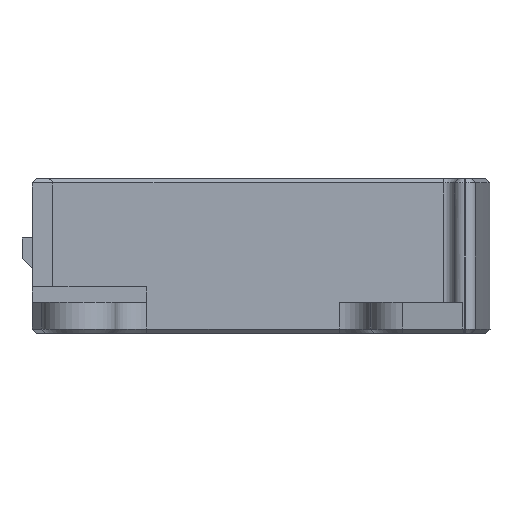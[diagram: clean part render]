
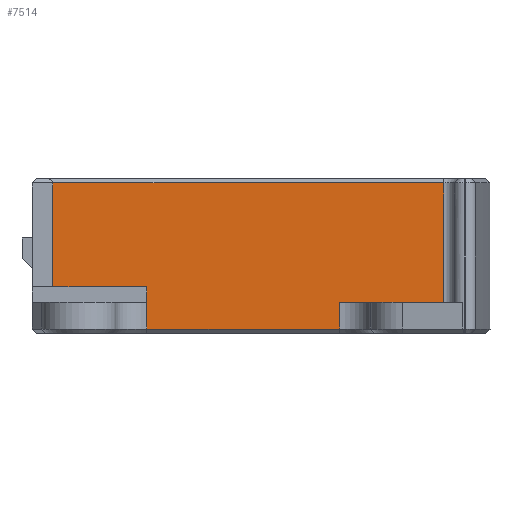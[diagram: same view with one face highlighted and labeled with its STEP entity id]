
A CAD part, left-side view. The second image highlights one B-rep face of the part: STEP entity #7514.
In plain terms, the highlighted planar face has unit normal (-1, 0, 0).
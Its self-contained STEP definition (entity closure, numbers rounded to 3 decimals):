
#237=PLANE('',#8199);
#506=FACE_OUTER_BOUND('',#977,.T.);
#977=EDGE_LOOP('',(#5923,#5924,#5925,#5926,#5927,#5928,#5929,#5930,#5931,
#5932));
#1659=LINE('',#11922,#2429);
#1660=LINE('',#11923,#2430);
#1663=LINE('',#11930,#2433);
#1664=LINE('',#11937,#2434);
#1680=LINE('',#12009,#2450);
#1707=LINE('',#12100,#2477);
#1773=LINE('',#12254,#2543);
#1774=LINE('',#12257,#2544);
#1775=LINE('',#12258,#2545);
#2429=VECTOR('',#9408,10.);
#2430=VECTOR('',#9409,10.);
#2433=VECTOR('',#9414,10.);
#2434=VECTOR('',#9421,10.);
#2450=VECTOR('',#9487,10.);
#2477=VECTOR('',#9582,10.);
#2543=VECTOR('',#9742,10.);
#2544=VECTOR('',#9745,10.);
#2545=VECTOR('',#9746,10.);
#3060=CIRCLE('',#8090,0.5);
#3598=VERTEX_POINT('',#11914);
#3601=VERTEX_POINT('',#11919);
#3602=VERTEX_POINT('',#11921);
#3604=VERTEX_POINT('',#11926);
#3605=VERTEX_POINT('',#11929);
#3606=VERTEX_POINT('',#11933);
#3608=VERTEX_POINT('',#11936);
#3639=VERTEX_POINT('',#12008);
#3710=VERTEX_POINT('',#12252);
#3711=VERTEX_POINT('',#12256);
#4355=EDGE_CURVE('',#3601,#3602,#1659,.T.);
#4356=EDGE_CURVE('',#3602,#3598,#1660,.T.);
#4359=EDGE_CURVE('',#3598,#3605,#1663,.F.);
#4360=EDGE_CURVE('',#3604,#3605,#3060,.T.);
#4362=EDGE_CURVE('',#3606,#3608,#1664,.T.);
#4397=EDGE_CURVE('',#3639,#3608,#1680,.T.);
#4444=EDGE_CURVE('',#3604,#3606,#1707,.T.);
#4523=EDGE_CURVE('',#3710,#3601,#1773,.T.);
#4524=EDGE_CURVE('',#3711,#3710,#1774,.T.);
#4525=EDGE_CURVE('',#3639,#3711,#1775,.T.);
#5923=ORIENTED_EDGE('',*,*,#4444,.F.);
#5924=ORIENTED_EDGE('',*,*,#4360,.T.);
#5925=ORIENTED_EDGE('',*,*,#4359,.F.);
#5926=ORIENTED_EDGE('',*,*,#4356,.F.);
#5927=ORIENTED_EDGE('',*,*,#4355,.F.);
#5928=ORIENTED_EDGE('',*,*,#4523,.F.);
#5929=ORIENTED_EDGE('',*,*,#4524,.F.);
#5930=ORIENTED_EDGE('',*,*,#4525,.F.);
#5931=ORIENTED_EDGE('',*,*,#4397,.T.);
#5932=ORIENTED_EDGE('',*,*,#4362,.F.);
#7514=ADVANCED_FACE('',(#506),#237,.F.);
#8090=AXIS2_PLACEMENT_3D('',#11931,#9415,#9416);
#8199=AXIS2_PLACEMENT_3D('',#12255,#9743,#9744);
#9408=DIRECTION('',(0.,0.,1.));
#9409=DIRECTION('',(0.,1.,0.));
#9414=DIRECTION('',(0.,0.,-1.));
#9415=DIRECTION('center_axis',(1.,0.,0.));
#9416=DIRECTION('ref_axis',(0.,-0.707,0.707));
#9421=DIRECTION('',(0.,0.,-1.));
#9487=DIRECTION('',(0.,-1.,0.));
#9582=DIRECTION('',(0.,-1.,0.));
#9742=DIRECTION('',(0.,0.,1.));
#9743=DIRECTION('center_axis',(1.,0.,0.));
#9744=DIRECTION('ref_axis',(0.,1.,0.));
#9745=DIRECTION('',(0.,1.,0.));
#9746=DIRECTION('',(0.,0.,-1.));
#11914=CARTESIAN_POINT('',(-9.989,20.5,4.5));
#11919=CARTESIAN_POINT('',(-9.988,11.373,3.));
#11921=CARTESIAN_POINT('',(-9.988,11.373,4.5));
#11922=CARTESIAN_POINT('',(-9.988,11.373,0.));
#11923=CARTESIAN_POINT('',(-9.989,22.5,4.5));
#11926=CARTESIAN_POINT('',(-9.989,20.51,14.6));
#11929=CARTESIAN_POINT('',(-9.989,20.5,14.5));
#11930=CARTESIAN_POINT('',(-9.988,20.5,7.5));
#11931=CARTESIAN_POINT('Origin',(-9.989,21.,14.5));
#11933=CARTESIAN_POINT('',(-9.988,-17.5,14.6));
#11936=CARTESIAN_POINT('',(-9.988,-17.5,3.));
#11937=CARTESIAN_POINT('',(-9.988,-17.5,1.5));
#12008=CARTESIAN_POINT('',(-9.988,-7.373,3.));
#12009=CARTESIAN_POINT('',(-9.988,-15.718,3.));
#12100=CARTESIAN_POINT('',(-9.988,2.5,14.6));
#12252=CARTESIAN_POINT('',(-9.988,11.373,0.4));
#12254=CARTESIAN_POINT('',(-9.988,11.373,0.));
#12255=CARTESIAN_POINT('Origin',(-9.988,-18.5,0.));
#12256=CARTESIAN_POINT('',(-9.988,-7.373,0.4));
#12257=CARTESIAN_POINT('',(-9.988,-17.5,0.4));
#12258=CARTESIAN_POINT('',(-9.988,-7.373,0.));
